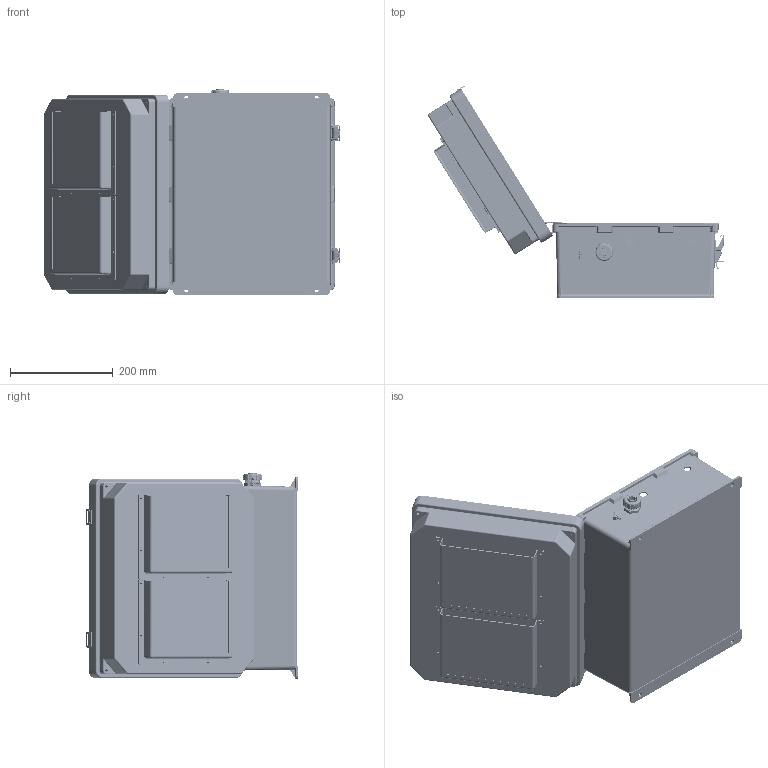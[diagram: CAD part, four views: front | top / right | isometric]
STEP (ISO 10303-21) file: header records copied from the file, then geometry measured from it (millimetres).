
FILE_DESCRIPTION (( 'STEP AP214' ), '1' );
FILE_NAME ('TEF141207-1HFA.STEP', '2018-11-20T17:59:10', ( '' ), ( '' ), 'SwSTEP 2.0', 'SolidWorks 2017', '' );
FILE_SCHEMA (( 'AUTOMOTIVE_DESIGN' ));
Length unit declared in the file: inch
Products named in the file (38): 1BE04-059; XC-0003; XMH-0002; NB141207-DoorClasp-2; Fan Screen-120x120 ALUM; NB141207-DoorClasp-1; XFN-0002; NB141207-Lid-Vented; XM220-01-UL; NB141207-Hinge; NEMA GroundWire-2; NB141207-Box; XMH-0007; XF797-02; TEF141207-1HFA; XFS-0017; XMH-0004-1; 10-32 NEMA PLATE SCREW; XFS-0067_XFS-0067; XMH-0010; XFW-0004; XFN-0013; XFS-0066_90272A147; XCTB-0002; XFN-0022; XCT-0011; X-ASSY-HYP285-1; XCT-0010; XERZ-V20D241; XF451-01; X-PCB-HYP285; XFW-0002; XHIC-HTR110; XFN-0003; XFW-0020; XCT-0005; 1BE04-060; XFS-0026
Assembly tree (73 placements, depth 3):
  TEF141207-1HFA
    NB141207-Box
    NB141207-Hinge  x2
    NB141207-Lid-Vented
    NB141207-DoorClasp-1  x2
    NB141207-DoorClasp-2  x2
    XC-0003
    XFS-0026
    XCT-0005
    XFN-0003  x2
    XFW-0002
    XF451-01
    XCT-0010
    XCT-0011
    XCTB-0002
    XFN-0013  x2
    XMH-0010  x2
    10-32 NEMA PLATE SCREW  x4
    XFS-0017  x7
    XF797-02
    XMH-0007  x4
    NEMA GroundWire-2
    XM220-01-UL  x2
    XFN-0002  x8
    Fan Screen-120x120 ALUM  x2
    XMH-0002
    1BE04-059
    1BE04-060
    XFW-0020  x4
    XHIC-HTR110
    X-ASSY-HYP285-1
      X-PCB-HYP285
      XERZ-V20D241  x3
    XFN-0022  x2
    XFS-0066_90272A147  x2
    XFW-0004  x2
    XFS-0067_XFS-0067  x2
    XMH-0004-1
Bounding box: 577.96 x 413.13 x 402.37 mm (x, y, z)
Volume: 3006103.2 mm3; surface area: 1782193.9 mm2
Topology: 79 solids, 80 shells, 6833 faces, 18134 edges, 11610 vertices
Faces by surface type: plane 2951, cylinder 2310, cone 686, bspline 489, torus 357, sphere 40
Full cylindrical faces by diameter (mm): 0.269 x546, 0.369 x12, 1.27 x6, 1.397 x6, 1.778 x6, 2.705 x16, 3.15 x4, 3.175 x16, 3.302 x4, 3.378 x20, 3.411 x4, 3.429 x2, 3.556 x9, 3.607 x1, 3.683 x2, 3.81 x2, 3.886 x8, 3.934 x1, 3.962 x2, 3.969 x4, 4.013 x12, 4.064 x6, 4.177 x4, 4.47 x2, 4.496 x24, 4.572 x10, 5.004 x1, 5.08 x2, 5.182 x1, 5.3 x2
Entity records: 213841 total; most frequent: CARTESIAN_POINT 74559, ORIENTED_EDGE 23444, DIRECTION 21725, EDGE_CURVE 11722, VERTEX_POINT 7959, AXIS2_PLACEMENT_3D 7659, EDGE_LOOP 6709, VECTOR 6407
